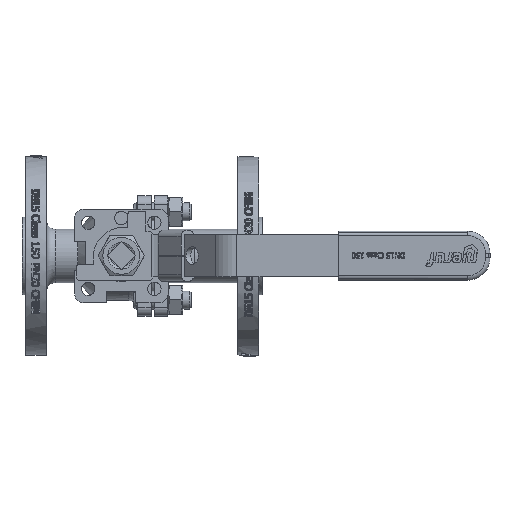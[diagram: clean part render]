
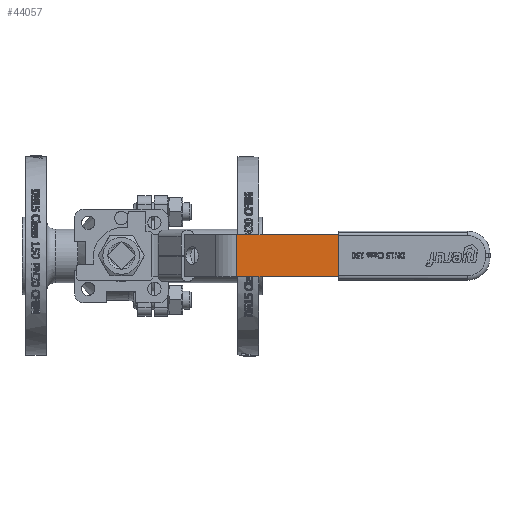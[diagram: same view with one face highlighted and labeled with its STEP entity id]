
A CAD part, top view. The second image highlights one B-rep face of the part: STEP entity #44057.
In plain terms, the highlighted planar face has unit normal (0, 0, 1).
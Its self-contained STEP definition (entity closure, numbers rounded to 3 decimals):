
#40706=CARTESIAN_POINT('',(51.88,9.5,81.2));
#40707=VERTEX_POINT('',#40706);
#40715=CARTESIAN_POINT('',(97.58,9.5,81.2));
#40716=VERTEX_POINT('',#40715);
#40717=CARTESIAN_POINT('',(51.88,9.5,81.2));
#40718=DIRECTION('',(1.,0.,0.));
#40719=VECTOR('',#40718,45.7);
#40720=LINE('',#40717,#40719);
#40721=EDGE_CURVE('',#40707,#40716,#40720,.T.);
#40756=CARTESIAN_POINT('',(51.88,-9.5,81.2));
#40757=VERTEX_POINT('',#40756);
#40765=CARTESIAN_POINT('',(51.88,9.5,81.2));
#40766=DIRECTION('',(0.,-1.,-0.));
#40767=VECTOR('',#40766,19.);
#40768=LINE('',#40765,#40767);
#40769=EDGE_CURVE('',#40707,#40757,#40768,.T.);
#40799=CARTESIAN_POINT('',(97.58,-9.5,81.2));
#40800=VERTEX_POINT('',#40799);
#40807=CARTESIAN_POINT('',(97.58,-9.5,81.2));
#40808=DIRECTION('',(-1.,-0.,-0.));
#40809=VECTOR('',#40808,45.7);
#40810=LINE('',#40807,#40809);
#40811=EDGE_CURVE('',#40800,#40757,#40810,.T.);
#44013=CARTESIAN_POINT('',(97.58,9.5,81.2));
#44014=DIRECTION('',(0.,-1.,0.));
#44015=VECTOR('',#44014,19.);
#44016=LINE('',#44013,#44015);
#44017=EDGE_CURVE('',#40716,#40800,#44016,.T.);
#44046=CARTESIAN_POINT('',(155.58,-0.,81.2));
#44047=DIRECTION('',(-0.,-0.,1.));
#44048=DIRECTION('',(-1.,-0.,-0.));
#44049=AXIS2_PLACEMENT_3D('',#44046,#44047,#44048);
#44050=PLANE('',#44049);
#44051=ORIENTED_EDGE('',*,*,#44017,.F.);
#44052=ORIENTED_EDGE('',*,*,#40721,.F.);
#44053=ORIENTED_EDGE('',*,*,#40769,.T.);
#44054=ORIENTED_EDGE('',*,*,#40811,.F.);
#44055=EDGE_LOOP('',(#44051,#44052,#44053,#44054));
#44056=FACE_BOUND('',#44055,.T.);
#44057=ADVANCED_FACE('',(#44056),#44050,.T.);
